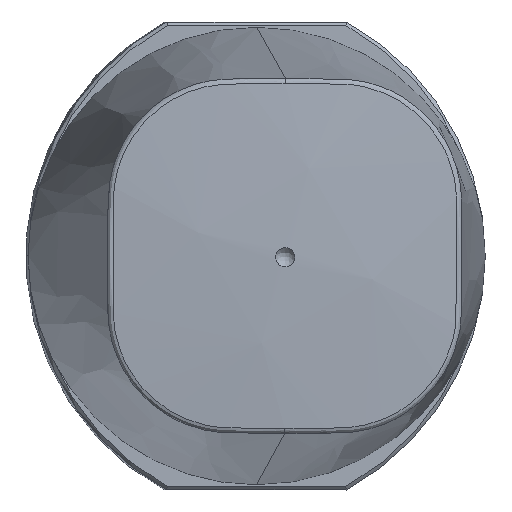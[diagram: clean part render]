
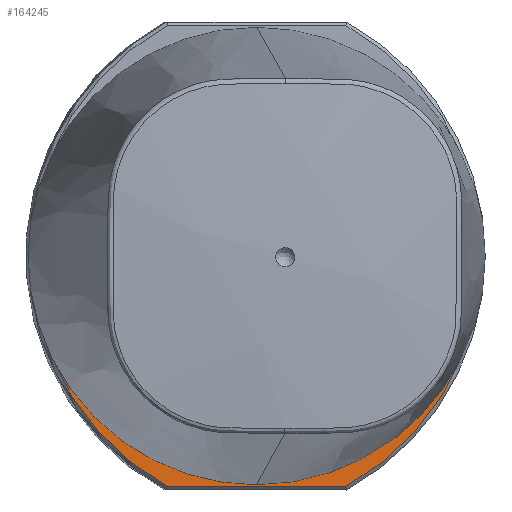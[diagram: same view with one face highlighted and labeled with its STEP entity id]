
A CAD part, left-side view. The second image highlights one B-rep face of the part: STEP entity #164245.
In plain terms, the highlighted face is planar.
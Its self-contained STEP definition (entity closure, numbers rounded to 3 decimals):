
#464 = ORIENTED_EDGE ( 'NONE', *, *, #36750, .F. ) ;
#7673 = ORIENTED_EDGE ( 'NONE', *, *, #65528, .T. ) ;
#8636 = CIRCLE ( 'NONE', #83301, 23.633 ) ;
#10852 = CARTESIAN_POINT ( 'NONE',  ( -20.463, -6.304, -1.917 ) ) ;
#11643 = CARTESIAN_POINT ( 'NONE',  ( -12.33, -6.304, 16.445 ) ) ;
#11775 = B_SPLINE_CURVE_WITH_KNOTS ( 'NONE', 3,
 ( #135542, #160421, #27615, #54270, #53093, #92871, #13422, #40637, #67935, #122509, #162781, #79200, #147983, #25255, #107103, #27034, #11643, #25853, #120737, #133761 ),
 .UNSPECIFIED., .F., .F.,
 ( 4, 2, 2, 2, 2, 2, 2, 2, 2, 4 ),
 ( 0., 0.003, 0.006, 0.007, 0.009, 0.011, 0.014, 0.017, 0.02, 0.023 ),
 .UNSPECIFIED. ) ;
#13422 = CARTESIAN_POINT ( 'NONE',  ( -19.458, -6.304, 6.567 ) ) ;
#14149 = B_SPLINE_CURVE_WITH_KNOTS ( 'NONE', 3,
 ( #115869, #75520, #127686, #141315, #143106, #61860, #89169, #130071, #23299, #49960, #146005, #51691, #50539, #105137, #157912, #144271, #117035, #10852, #22716, #105717 ),
 .UNSPECIFIED., .F., .F.,
 ( 4, 2, 2, 2, 2, 2, 2, 2, 2, 4 ),
 ( 0., 0.006, 0.007, 0.009, 0.011, 0.013, 0.014, 0.017, 0.02, 0.023 ),
 .UNSPECIFIED. ) ;
#15631 = CARTESIAN_POINT ( 'NONE',  ( -20.7, -6.304, -8.001 ) ) ;
#16360 = CARTESIAN_POINT ( 'NONE',  ( -20.531, -6.304, 0. ) ) ;
#18337 = AXIS2_PLACEMENT_3D ( 'NONE', #119001, #158142, #172340 ) ;
#19977 = CARTESIAN_POINT ( 'NONE',  ( -9.051, -6.304, 18.428 ) ) ;
#22604 = ORIENTED_EDGE ( 'NONE', *, *, #139250, .F. ) ;
#22716 = CARTESIAN_POINT ( 'NONE',  ( -20.531, -6.304, -0.961 ) ) ;
#23299 = CARTESIAN_POINT ( 'NONE',  ( -16.915, -6.304, -11.675 ) ) ;
#25255 = CARTESIAN_POINT ( 'NONE',  ( -15.142, -6.304, 13.898 ) ) ;
#25853 = CARTESIAN_POINT ( 'NONE',  ( -10.741, -6.304, 17.524 ) ) ;
#27034 = CARTESIAN_POINT ( 'NONE',  ( -13.08, -6.304, 15.854 ) ) ;
#27615 = CARTESIAN_POINT ( 'NONE',  ( -20.463, -6.304, 1.912 ) ) ;
#29404 = CARTESIAN_POINT ( 'NONE',  ( -20.7, -6.304, 0. ) ) ;
#29977 = DIRECTION ( 'NONE',  ( 0., 0., 1. ) ) ;
#31406 = FACE_OUTER_BOUND ( 'NONE', #77760, .T. ) ;
#36750 = EDGE_CURVE ( 'NONE', #174388, #151301, #14149, .T. ) ;
#38697 = DIRECTION ( 'NONE',  ( 0., 1., 0. ) ) ;
#40637 = CARTESIAN_POINT ( 'NONE',  ( -19.133, -6.304, 7.462 ) ) ;
#45843 = ORIENTED_EDGE ( 'NONE', *, *, #97981, .T. ) ;
#49639 = VERTEX_POINT ( 'NONE', #19977 ) ;
#49960 = CARTESIAN_POINT ( 'NONE',  ( -17.671, -6.304, -10.464 ) ) ;
#50539 = CARTESIAN_POINT ( 'NONE',  ( -18.569, -6.304, -8.772 ) ) ;
#51356 = PLANE ( 'NONE',  #18337 ) ;
#51691 = CARTESIAN_POINT ( 'NONE',  ( -18.359, -6.304, -9.203 ) ) ;
#53093 = CARTESIAN_POINT ( 'NONE',  ( -20.002, -6.304, 4.727 ) ) ;
#54270 = CARTESIAN_POINT ( 'NONE',  ( -20.199, -6.304, 3.795 ) ) ;
#61860 = CARTESIAN_POINT ( 'NONE',  ( -15.129, -6.304, -13.888 ) ) ;
#62865 = VERTEX_POINT ( 'NONE', #89589 ) ;
#65528 = EDGE_CURVE ( 'NONE', #132915, #62865, #151854, .T. ) ;
#66028 = DIRECTION ( 'NONE',  ( 0., 0., -1. ) ) ;
#67935 = CARTESIAN_POINT ( 'NONE',  ( -18.955, -6.304, 7.902 ) ) ;
#75520 = CARTESIAN_POINT ( 'NONE',  ( -10.771, -6.304, -17.584 ) ) ;
#77760 = EDGE_LOOP ( 'NONE', ( #45843, #22604, #464, #83549, #7673 ) ) ;
#79200 = CARTESIAN_POINT ( 'NONE',  ( -16.929, -6.304, 11.655 ) ) ;
#83301 = AXIS2_PLACEMENT_3D ( 'NONE', #119965, #38697, #159663 ) ;
#83549 = ORIENTED_EDGE ( 'NONE', *, *, #174819, .T. ) ;
#84831 = CIRCLE ( 'NONE', #119867, 23.634 ) ;
#89169 = CARTESIAN_POINT ( 'NONE',  ( -15.446, -6.304, -13.534 ) ) ;
#89589 = CARTESIAN_POINT ( 'NONE',  ( -20.7, -6.304, 8.001 ) ) ;
#92871 = CARTESIAN_POINT ( 'NONE',  ( -19.606, -6.304, 6.111 ) ) ;
#97981 = EDGE_CURVE ( 'NONE', #62865, #49639, #84831, .T. ) ;
#104019 = CARTESIAN_POINT ( 'NONE',  ( -9.046, -6.304, -18.431 ) ) ;
#105137 = CARTESIAN_POINT ( 'NONE',  ( -19.149, -6.304, -7.465 ) ) ;
#105717 = CARTESIAN_POINT ( 'NONE',  ( -20.531, -6.304, 0. ) ) ;
#107103 = CARTESIAN_POINT ( 'NONE',  ( -14.485, -6.304, 14.581 ) ) ;
#115869 = CARTESIAN_POINT ( 'NONE',  ( -9.046, -6.304, -18.431 ) ) ;
#117035 = CARTESIAN_POINT ( 'NONE',  ( -20.195, -6.304, -3.82 ) ) ;
#119001 = CARTESIAN_POINT ( 'NONE',  ( -17.517, -6.304, 0. ) ) ;
#119867 = AXIS2_PLACEMENT_3D ( 'NONE', #159113, #133616, #66028 ) ;
#119965 = CARTESIAN_POINT ( 'NONE',  ( 0., -6.304, 3.403 ) ) ;
#120737 = CARTESIAN_POINT ( 'NONE',  ( -9.913, -6.304, 18.005 ) ) ;
#122509 = CARTESIAN_POINT ( 'NONE',  ( -18.378, -6.304, 9.202 ) ) ;
#127686 = CARTESIAN_POINT ( 'NONE',  ( -12.345, -6.304, -16.517 ) ) ;
#130071 = CARTESIAN_POINT ( 'NONE',  ( -16.359, -6.304, -12.442 ) ) ;
#132915 = VERTEX_POINT ( 'NONE', #15631 ) ;
#133616 = DIRECTION ( 'NONE',  ( 0., 1., 0. ) ) ;
#133761 = CARTESIAN_POINT ( 'NONE',  ( -9.051, -6.304, 18.428 ) ) ;
#135542 = CARTESIAN_POINT ( 'NONE',  ( -20.531, -6.304, 0. ) ) ;
#139250 = EDGE_CURVE ( 'NONE', #151301, #49639, #11775, .T. ) ;
#141315 = CARTESIAN_POINT ( 'NONE',  ( -14.122, -6.304, -14.91 ) ) ;
#143106 = CARTESIAN_POINT ( 'NONE',  ( -14.468, -6.304, -14.575 ) ) ;
#143359 = VECTOR ( 'NONE', #29977, 1000. ) ;
#144271 = CARTESIAN_POINT ( 'NONE',  ( -19.996, -6.304, -4.752 ) ) ;
#146005 = CARTESIAN_POINT ( 'NONE',  ( -17.909, -6.304, -10.051 ) ) ;
#147983 = CARTESIAN_POINT ( 'NONE',  ( -16.362, -6.304, 12.438 ) ) ;
#151301 = VERTEX_POINT ( 'NONE', #16360 ) ;
#151854 = LINE ( 'NONE', #29404, #143359 ) ;
#157912 = CARTESIAN_POINT ( 'NONE',  ( -19.473, -6.304, -6.574 ) ) ;
#158142 = DIRECTION ( 'NONE',  ( 0., 1., 0. ) ) ;
#159113 = CARTESIAN_POINT ( 'NONE',  ( 0., -6.304, -3.403 ) ) ;
#159663 = DIRECTION ( 'NONE',  ( 0., 0., -1. ) ) ;
#160421 = CARTESIAN_POINT ( 'NONE',  ( -20.531, -6.304, 0.961 ) ) ;
#162781 = CARTESIAN_POINT ( 'NONE',  ( -17.935, -6.304, 10.039 ) ) ;
#164245 = ADVANCED_FACE ( 'NONE', ( #31406 ), #51356, .T. ) ;
#172340 = DIRECTION ( 'NONE',  ( 0., 0., 1. ) ) ;
#174388 = VERTEX_POINT ( 'NONE', #104019 ) ;
#174819 = EDGE_CURVE ( 'NONE', #174388, #132915, #8636, .T. ) ;
